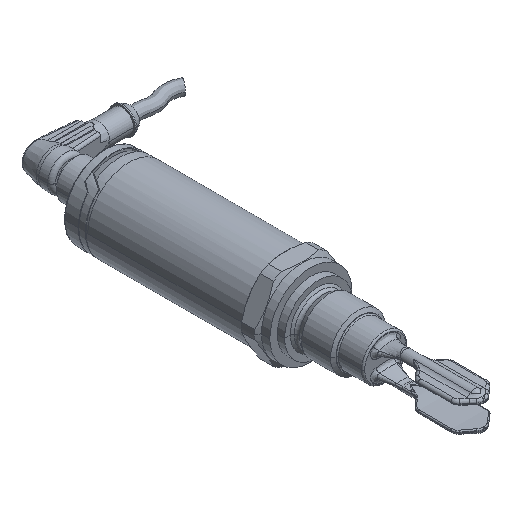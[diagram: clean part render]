
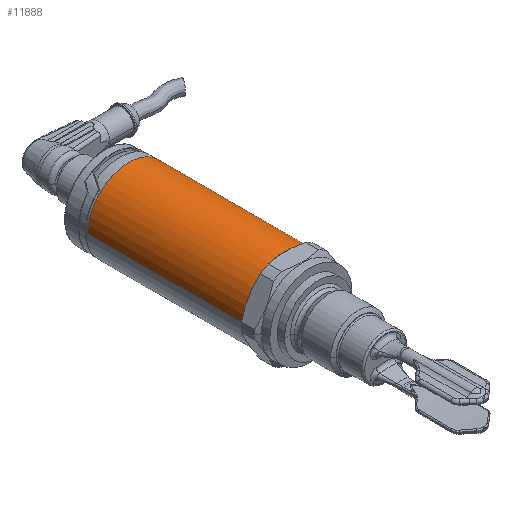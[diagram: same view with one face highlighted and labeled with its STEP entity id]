
A CAD part, isometric view. The second image highlights one B-rep face of the part: STEP entity #11888.
In plain terms, the highlighted cylindrical face has radius 15.75 mm (diameter 31.5 mm), a partial arc.
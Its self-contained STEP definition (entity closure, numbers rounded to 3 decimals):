
#363=CARTESIAN_POINT('',(0.,31.9,0.));
#364=DIRECTION('',(0.,1.,0.));
#365=DIRECTION('',(-1.,0.,0.));
#366=AXIS2_PLACEMENT_3D('',#363,#364,#365);
#569=CARTESIAN_POINT('',(0.,91.5,0.));
#570=DIRECTION('',(0.,1.,0.));
#571=DIRECTION('',(1.,0.,0.));
#572=AXIS2_PLACEMENT_3D('',#569,#570,#571);
#574=CARTESIAN_POINT('',(10.946,91.5,-11.325));
#575=CARTESIAN_POINT('',(10.902,91.576,-11.367));
#576=CARTESIAN_POINT('',(10.813,91.729,-11.452));
#577=CARTESIAN_POINT('',(10.679,91.963,-11.579));
#578=CARTESIAN_POINT('',(10.586,92.121,-11.659));
#579=CARTESIAN_POINT('',(10.54,92.2,-11.7));
#641=CARTESIAN_POINT('',(10.54,92.2,11.7));
#642=CARTESIAN_POINT('',(10.586,92.121,11.659));
#643=CARTESIAN_POINT('',(10.679,91.963,11.579));
#644=CARTESIAN_POINT('',(10.813,91.73,11.452));
#645=CARTESIAN_POINT('',(10.902,91.576,11.367));
#646=CARTESIAN_POINT('',(10.946,91.5,11.325));
#648=CARTESIAN_POINT('',(0.,91.5,0.));
#649=DIRECTION('',(0.,-1.,0.));
#650=DIRECTION('',(0.695,0.,0.719));
#651=AXIS2_PLACEMENT_3D('',#648,#649,#650);
#653=DIRECTION('',(0.,-1.,0.));
#654=VECTOR('',#653,59.6);
#655=CARTESIAN_POINT('',(15.75,91.5,0.));
#656=LINE('',#655,#654);
#657=DIRECTION('',(0.,1.,0.));
#658=VECTOR('',#657,59.6);
#659=CARTESIAN_POINT('',(-15.75,31.9,0.));
#660=LINE('',#659,#658);
#674=CARTESIAN_POINT('',(0.,92.2,0.));
#675=DIRECTION('',(0.,-1.,0.));
#676=DIRECTION('',(0.669,0.,-0.743));
#677=AXIS2_PLACEMENT_3D('',#674,#675,#676);
#9696=CARTESIAN_POINT('',(-15.75,31.9,0.));
#9697=VERTEX_POINT('',#9696);
#9698=CARTESIAN_POINT('',(15.75,31.9,0.));
#9699=VERTEX_POINT('',#9698);
#10378=CARTESIAN_POINT('',(10.54,92.2,11.7));
#10380=VERTEX_POINT('',#10378);
#10415=CARTESIAN_POINT('',(10.54,92.2,
-11.7));
#10416=VERTEX_POINT('',#10415);
#10793=CARTESIAN_POINT('',(10.946,91.5,11.325));
#10794=CARTESIAN_POINT('',(-15.75,91.5,0.));
#10795=VERTEX_POINT('',#10793);
#10796=VERTEX_POINT('',#10794);
#10797=CARTESIAN_POINT('',(15.75,91.5,0.));
#10798=CARTESIAN_POINT('',(10.946,91.5,-11.325));
#10799=VERTEX_POINT('',#10797);
#10800=VERTEX_POINT('',#10798);
#11872=CARTESIAN_POINT('',(0.,33.4,0.));
#11873=DIRECTION('',(0.,-1.,0.));
#11874=DIRECTION('',(-1.,0.,0.));
#11875=AXIS2_PLACEMENT_3D('',#11872,#11873,#11874);
#11876=CYLINDRICAL_SURFACE('',#11875,15.75);
#11877=ORIENTED_EDGE('',*,*,#11855,.F.);
#11878=ORIENTED_EDGE('',*,*,#11853,.F.);
#11880=ORIENTED_EDGE('',*,*,#11879,.F.);
#11881=ORIENTED_EDGE('',*,*,#11837,.F.);
#11882=ORIENTED_EDGE('',*,*,#11835,.F.);
#11883=ORIENTED_EDGE('',*,*,#11860,.T.);
#11884=ORIENTED_EDGE('',*,*,#11628,.F.);
#11885=ORIENTED_EDGE('',*,*,#11857,.T.);
#11886=EDGE_LOOP('',(#11877,#11878,#11880,#11881,#11882,#11883,#11884,#11885));
#11887=FACE_OUTER_BOUND('',#11886,.F.);
#11888=ADVANCED_FACE('',(#11887),#11876,.T.);
#367=CIRCLE('',#366,15.75);
#573=CIRCLE('',#572,15.75);
#580=B_SPLINE_CURVE_WITH_KNOTS('',3,(#574,#575,#576,#577,#578,#579),
.UNSPECIFIED.,.F.,.F.,(4,1,1,4),(0.,0.333,0.667,1.),
.UNSPECIFIED.);
#647=B_SPLINE_CURVE_WITH_KNOTS('',3,(#641,#642,#643,#644,#645,#646),
.UNSPECIFIED.,.F.,.F.,(4,1,1,4),(0.,0.333,0.667,1.),
.UNSPECIFIED.);
#652=CIRCLE('',#651,15.75);
#678=CIRCLE('',#677,15.75);
#11628=EDGE_CURVE('',#9697,#9699,#367,.T.);
#11835=EDGE_CURVE('',#10799,#10800,#573,.T.);
#11837=EDGE_CURVE('',#10800,#10416,#580,.T.);
#11853=EDGE_CURVE('',#10380,#10795,#647,.T.);
#11855=EDGE_CURVE('',#10795,#10796,#652,.T.);
#11857=EDGE_CURVE('',#9697,#10796,#660,.T.);
#11860=EDGE_CURVE('',#10799,#9699,#656,.T.);
#11879=EDGE_CURVE('',#10416,#10380,#678,.T.);
